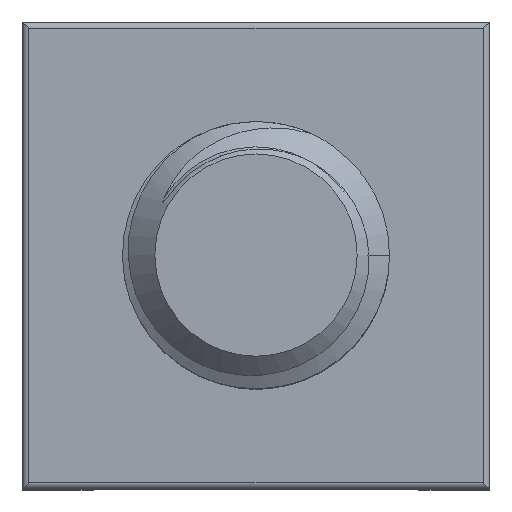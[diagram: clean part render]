
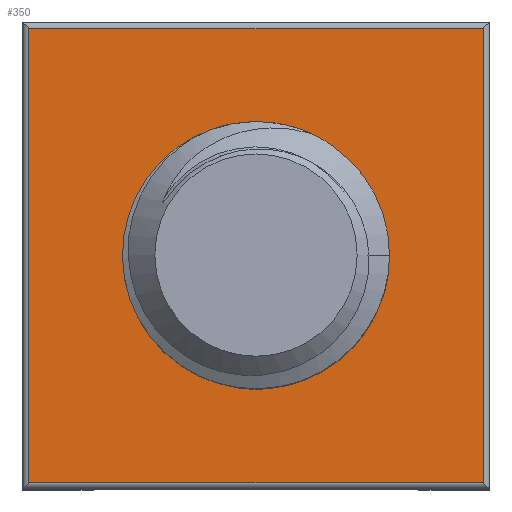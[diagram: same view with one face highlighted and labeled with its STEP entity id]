
A CAD part, top view. The second image highlights one B-rep face of the part: STEP entity #350.
In plain terms, the highlighted planar face has unit normal (0, 0, 1).
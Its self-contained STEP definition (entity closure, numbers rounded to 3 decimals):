
#93 = VERTEX_POINT('',#94);
#94 = CARTESIAN_POINT('',(-3.4,3.4,3.5));
#101 = EDGE_CURVE('',#93,#102,#104,.T.);
#102 = VERTEX_POINT('',#103);
#103 = CARTESIAN_POINT('',(3.4,3.4,3.5));
#104 = LINE('',#105,#106);
#105 = CARTESIAN_POINT('',(-3.5,3.4,3.5));
#106 = VECTOR('',#107,1.);
#107 = DIRECTION('',(1.,0.,0.));
#258 = VERTEX_POINT('',#259);
#259 = CARTESIAN_POINT('',(-3.4,-3.4,3.5));
#266 = EDGE_CURVE('',#258,#93,#267,.T.);
#267 = LINE('',#268,#269);
#268 = CARTESIAN_POINT('',(-3.4,-3.5,3.5));
#269 = VECTOR('',#270,1.);
#270 = DIRECTION('',(0.,1.,0.));
#350 = ADVANCED_FACE('',(#351,#369),#488,.F.);
#351 = FACE_BOUND('',#352,.F.);
#352 = EDGE_LOOP('',(#353,#354,#355,#363));
#353 = ORIENTED_EDGE('',*,*,#266,.T.);
#354 = ORIENTED_EDGE('',*,*,#101,.T.);
#355 = ORIENTED_EDGE('',*,*,#356,.T.);
#356 = EDGE_CURVE('',#102,#357,#359,.T.);
#357 = VERTEX_POINT('',#358);
#358 = CARTESIAN_POINT('',(3.4,-3.4,3.5));
#359 = LINE('',#360,#361);
#360 = CARTESIAN_POINT('',(3.4,3.5,3.5));
#361 = VECTOR('',#362,1.);
#362 = DIRECTION('',(0.,-1.,0.));
#363 = ORIENTED_EDGE('',*,*,#364,.T.);
#364 = EDGE_CURVE('',#357,#258,#365,.T.);
#365 = LINE('',#366,#367);
#366 = CARTESIAN_POINT('',(3.5,-3.4,3.5));
#367 = VECTOR('',#368,1.);
#368 = DIRECTION('',(-1.,0.,0.));
#369 = FACE_BOUND('',#370,.F.);
#370 = EDGE_LOOP('',(#371,#390,#407,#444,#471));
#371 = ORIENTED_EDGE('',*,*,#372,.F.);
#372 = EDGE_CURVE('',#373,#375,#377,.T.);
#373 = VERTEX_POINT('',#374);
#374 = CARTESIAN_POINT('',(1.827,0.,3.5));
#375 = VERTEX_POINT('',#376);
#376 = CARTESIAN_POINT('',(1.247,-1.564,3.5));
#377 = B_SPLINE_CURVE_WITH_KNOTS('',6,(#378,#379,#380,#381,#382,#383,
    #384,#385,#386,#387,#388,#389),.UNSPECIFIED.,.F.,.F.,(7,5,7),(0.,
    0.492,1.),.UNSPECIFIED.);
#378 = CARTESIAN_POINT('',(1.827,0.,3.5));
#379 = CARTESIAN_POINT('',(1.842,-0.139,3.5));
#380 = CARTESIAN_POINT('',(1.843,-0.28,3.5));
#381 = CARTESIAN_POINT('',(1.832,-0.422,3.5));
#382 = CARTESIAN_POINT('',(1.808,-0.561,3.5));
#383 = CARTESIAN_POINT('',(1.772,-0.699,3.5));
#384 = CARTESIAN_POINT('',(1.673,-0.969,3.5));
#385 = CARTESIAN_POINT('',(1.611,-1.102,3.5));
#386 = CARTESIAN_POINT('',(1.536,-1.229,3.5));
#387 = CARTESIAN_POINT('',(1.45,-1.349,3.5));
#388 = CARTESIAN_POINT('',(1.353,-1.461,3.5));
#389 = CARTESIAN_POINT('',(1.247,-1.564,3.5));
#390 = ORIENTED_EDGE('',*,*,#391,.T.);
#391 = EDGE_CURVE('',#373,#392,#394,.T.);
#392 = VERTEX_POINT('',#393);
#393 = CARTESIAN_POINT('',(0.784,1.419,3.5));
#394 = B_SPLINE_CURVE_WITH_KNOTS('',6,(#395,#396,#397,#398,#399,#400,
    #401,#402,#403,#404,#405,#406),.UNSPECIFIED.,.F.,.F.,(7,5,7),(0.,
    0.512,1.),.UNSPECIFIED.);
#395 = CARTESIAN_POINT('',(1.827,0.,3.5));
#396 = CARTESIAN_POINT('',(1.81,0.159,3.5));
#397 = CARTESIAN_POINT('',(1.776,0.316,3.5));
#398 = CARTESIAN_POINT('',(1.726,0.469,3.5));
#399 = CARTESIAN_POINT('',(1.66,0.614,3.5));
#400 = CARTESIAN_POINT('',(1.579,0.751,3.5));
#401 = CARTESIAN_POINT('',(1.393,0.998,3.5));
#402 = CARTESIAN_POINT('',(1.29,1.108,3.5));
#403 = CARTESIAN_POINT('',(1.176,1.206,3.5));
#404 = CARTESIAN_POINT('',(1.053,1.292,3.5));
#405 = CARTESIAN_POINT('',(0.921,1.363,3.5));
#406 = CARTESIAN_POINT('',(0.784,1.419,3.5));
#407 = ORIENTED_EDGE('',*,*,#408,.F.);
#408 = EDGE_CURVE('',#409,#392,#411,.T.);
#409 = VERTEX_POINT('',#410);
#410 = CARTESIAN_POINT('',(-1.419,0.784,3.5));
#411 = B_SPLINE_CURVE_WITH_KNOTS('',6,(#412,#413,#414,#415,#416,#417,
    #418,#419,#420,#421,#422,#423,#424,#425,#426,#427,#428,#429,#430,
    #431,#432,#433,#434,#435,#436,#437,#438,#439,#440,#441,#442,#443),
  .UNSPECIFIED.,.F.,.F.,(7,5,5,5,5,5,7),(0.,0.133,
    0.291,0.5,0.709,0.867,1.),
  .UNSPECIFIED.);
#412 = CARTESIAN_POINT('',(-1.419,0.784,3.5));
#413 = CARTESIAN_POINT('',(-1.393,0.821,3.5));
#414 = CARTESIAN_POINT('',(-1.364,0.859,3.5));
#415 = CARTESIAN_POINT('',(-1.333,0.899,3.5));
#416 = CARTESIAN_POINT('',(-1.3,0.939,3.5));
#417 = CARTESIAN_POINT('',(-1.266,0.979,3.5));
#418 = CARTESIAN_POINT('',(-1.185,1.065,3.5));
#419 = CARTESIAN_POINT('',(-1.139,1.11,3.5));
#420 = CARTESIAN_POINT('',(-1.09,1.155,3.5));
#421 = CARTESIAN_POINT('',(-1.038,1.198,3.5));
#422 = CARTESIAN_POINT('',(-0.984,1.238,3.5));
#423 = CARTESIAN_POINT('',(-0.854,1.327,3.5));
#424 = CARTESIAN_POINT('',(-0.776,1.374,3.5));
#425 = CARTESIAN_POINT('',(-0.694,1.416,3.5));
#426 = CARTESIAN_POINT('',(-0.61,1.453,3.5));
#427 = CARTESIAN_POINT('',(-0.523,1.484,3.5));
#428 = CARTESIAN_POINT('',(-0.347,1.535,3.5));
#429 = CARTESIAN_POINT('',(-0.257,1.554,3.5));
#430 = CARTESIAN_POINT('',(-0.166,1.568,3.5));
#431 = CARTESIAN_POINT('',(-0.075,1.576,3.5));
#432 = CARTESIAN_POINT('',(0.016,1.578,3.5));
#433 = CARTESIAN_POINT('',(0.174,1.572,3.5));
#434 = CARTESIAN_POINT('',(0.241,1.566,3.5));
#435 = CARTESIAN_POINT('',(0.308,1.558,3.5));
#436 = CARTESIAN_POINT('',(0.373,1.546,3.5));
#437 = CARTESIAN_POINT('',(0.437,1.532,3.5));
#438 = CARTESIAN_POINT('',(0.551,1.502,3.5));
#439 = CARTESIAN_POINT('',(0.601,1.487,3.5));
#440 = CARTESIAN_POINT('',(0.651,1.471,3.5));
#441 = CARTESIAN_POINT('',(0.698,1.453,3.5));
#442 = CARTESIAN_POINT('',(0.742,1.436,3.5));
#443 = CARTESIAN_POINT('',(0.784,1.419,3.5));
#444 = ORIENTED_EDGE('',*,*,#445,.F.);
#445 = EDGE_CURVE('',#446,#409,#448,.T.);
#446 = VERTEX_POINT('',#447);
#447 = CARTESIAN_POINT('',(-0.224,-1.987,3.5));
#448 = B_SPLINE_CURVE_WITH_KNOTS('',6,(#449,#450,#451,#452,#453,#454,
    #455,#456,#457,#458,#459,#460,#461,#462,#463,#464,#465,#466,#467,
    #468,#469,#470),.UNSPECIFIED.,.F.,.F.,(7,5,5,5,7),(0.,0.274
    ,0.527,0.767,1.),.UNSPECIFIED.);
#449 = CARTESIAN_POINT('',(-0.224,-1.987,3.5));
#450 = CARTESIAN_POINT('',(-0.387,-1.953,3.5));
#451 = CARTESIAN_POINT('',(-0.547,-1.902,3.5));
#452 = CARTESIAN_POINT('',(-0.701,-1.835,3.5));
#453 = CARTESIAN_POINT('',(-0.846,-1.753,3.5));
#454 = CARTESIAN_POINT('',(-0.982,-1.656,3.5));
#455 = CARTESIAN_POINT('',(-1.22,-1.446,3.5));
#456 = CARTESIAN_POINT('',(-1.325,-1.335,3.5));
#457 = CARTESIAN_POINT('',(-1.418,-1.214,3.5));
#458 = CARTESIAN_POINT('',(-1.498,-1.085,3.5));
#459 = CARTESIAN_POINT('',(-1.565,-0.949,3.5));
#460 = CARTESIAN_POINT('',(-1.667,-0.674,3.5));
#461 = CARTESIAN_POINT('',(-1.704,-0.535,3.5));
#462 = CARTESIAN_POINT('',(-1.728,-0.394,3.5));
#463 = CARTESIAN_POINT('',(-1.738,-0.251,3.5));
#464 = CARTESIAN_POINT('',(-1.733,-0.109,3.5));
#465 = CARTESIAN_POINT('',(-1.697,0.167,3.5));
#466 = CARTESIAN_POINT('',(-1.666,0.301,3.5));
#467 = CARTESIAN_POINT('',(-1.622,0.431,3.5));
#468 = CARTESIAN_POINT('',(-1.566,0.556,3.5));
#469 = CARTESIAN_POINT('',(-1.498,0.674,3.5));
#470 = CARTESIAN_POINT('',(-1.419,0.784,3.5));
#471 = ORIENTED_EDGE('',*,*,#472,.F.);
#472 = EDGE_CURVE('',#375,#446,#473,.T.);
#473 = B_SPLINE_CURVE_WITH_KNOTS('',5,(#474,#475,#476,#477,#478,#479,
    #480,#481,#482,#483,#484,#485,#486,#487),.UNSPECIFIED.,.F.,.F.,(6,4,
    4,6),(0.,0.371,0.686,1.),.UNSPECIFIED.);
#474 = CARTESIAN_POINT('',(1.247,-1.564,3.5));
#475 = CARTESIAN_POINT('',(1.156,-1.636,3.5));
#476 = CARTESIAN_POINT('',(1.059,-1.702,3.5));
#477 = CARTESIAN_POINT('',(0.958,-1.761,3.5));
#478 = CARTESIAN_POINT('',(0.853,-1.813,3.5));
#479 = CARTESIAN_POINT('',(0.653,-1.893,3.5));
#480 = CARTESIAN_POINT('',(0.559,-1.924,3.5));
#481 = CARTESIAN_POINT('',(0.463,-1.949,3.5));
#482 = CARTESIAN_POINT('',(0.366,-1.969,3.5));
#483 = CARTESIAN_POINT('',(0.17,-1.995,3.5));
#484 = CARTESIAN_POINT('',(0.072,-2.002,3.5));
#485 = CARTESIAN_POINT('',(-0.027,-2.004,3.5));
#486 = CARTESIAN_POINT('',(-0.126,-1.999,3.5));
#487 = CARTESIAN_POINT('',(-0.224,-1.987,3.5));
#488 = PLANE('',#489);
#489 = AXIS2_PLACEMENT_3D('',#490,#491,#492);
#490 = CARTESIAN_POINT('',(0.,0.,3.5));
#491 = DIRECTION('',(-0.,-0.,-1.));
#492 = DIRECTION('',(-1.,0.,0.));
